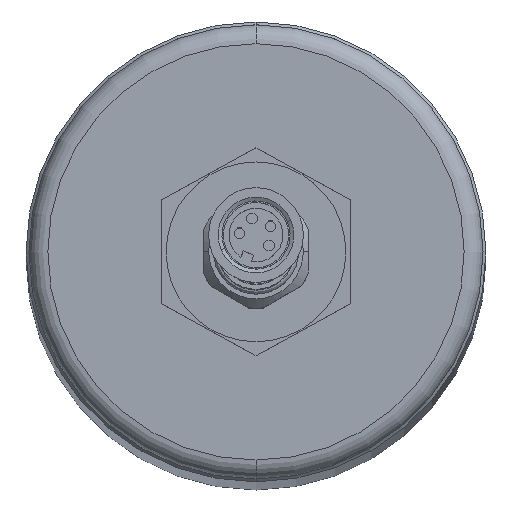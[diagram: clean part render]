
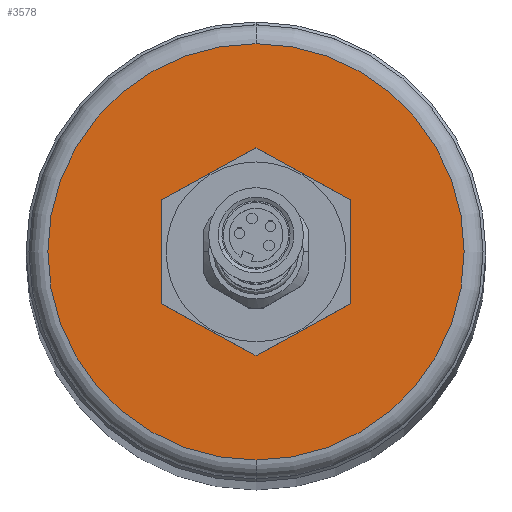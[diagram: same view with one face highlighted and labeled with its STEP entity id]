
A CAD part, top view. The second image highlights one B-rep face of the part: STEP entity #3578.
In plain terms, the highlighted planar face has unit normal (0, 0, 1).
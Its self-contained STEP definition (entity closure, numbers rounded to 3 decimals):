
#51 = ORIENTED_EDGE ( 'NONE', *, *, #5096, .T. ) ;
#166 = DIRECTION ( 'NONE',  ( 0., 0., 1. ) ) ;
#655 = AXIS2_PLACEMENT_3D ( 'NONE', #3194, #5578, #919 ) ;
#919 = DIRECTION ( 'NONE',  ( 0., 1., 0. ) ) ;
#1615 = CARTESIAN_POINT ( 'NONE',  ( 0., 0., 0. ) ) ;
#2128 = DIRECTION ( 'NONE',  ( 0., 0., 1. ) ) ;
#2215 = FACE_BOUND ( 'NONE', #5837, .T. ) ;
#2295 = DIRECTION ( 'NONE',  ( 0., 0., -1. ) ) ;
#2775 = AXIS2_PLACEMENT_3D ( 'NONE', #1615, #2128, #4002 ) ;
#2867 = CIRCLE ( 'NONE', #4610, 22. ) ;
#2899 = CIRCLE ( 'NONE', #7266, 9.5 ) ;
#3194 = CARTESIAN_POINT ( 'NONE',  ( 0., 0., 0. ) ) ;
#3299 = ORIENTED_EDGE ( 'NONE', *, *, #7511, .F. ) ;
#3578 = ADVANCED_FACE ( 'NONE', ( #7618, #2215 ), #7699, .F. ) ;
#3698 = EDGE_CURVE ( 'NONE', #6847, #5098, #2899, .T. ) ;
#3829 = CARTESIAN_POINT ( 'NONE',  ( 0., 22., 0. ) ) ;
#4002 = DIRECTION ( 'NONE',  ( 0., 1., 0. ) ) ;
#4155 = AXIS2_PLACEMENT_3D ( 'NONE', #5849, #2295, #6474 ) ;
#4344 = VERTEX_POINT ( 'NONE', #6286 ) ;
#4382 = ORIENTED_EDGE ( 'NONE', *, *, #6588, .T. ) ;
#4610 = AXIS2_PLACEMENT_3D ( 'NONE', #5526, #166, #6220 ) ;
#4714 = EDGE_LOOP ( 'NONE', ( #4382, #51 ) ) ;
#4865 = DIRECTION ( 'NONE',  ( 0., 0., 1. ) ) ;
#5096 = EDGE_CURVE ( 'NONE', #4344, #5580, #2867, .T. ) ;
#5098 = VERTEX_POINT ( 'NONE', #5178 ) ;
#5178 = CARTESIAN_POINT ( 'NONE',  ( 9.5, 0., 0. ) ) ;
#5526 = CARTESIAN_POINT ( 'NONE',  ( 0., 0., 0. ) ) ;
#5540 = CARTESIAN_POINT ( 'NONE',  ( 0., 0., 0. ) ) ;
#5578 = DIRECTION ( 'NONE',  ( 0., 0., 1. ) ) ;
#5580 = VERTEX_POINT ( 'NONE', #3829 ) ;
#5837 = EDGE_LOOP ( 'NONE', ( #6956, #3299 ) ) ;
#5849 = CARTESIAN_POINT ( 'NONE',  ( 0., 0., 0. ) ) ;
#6141 = CIRCLE ( 'NONE', #2775, 22. ) ;
#6220 = DIRECTION ( 'NONE',  ( 0., 1., 0. ) ) ;
#6286 = CARTESIAN_POINT ( 'NONE',  ( 0., -22., 0. ) ) ;
#6474 = DIRECTION ( 'NONE',  ( 0., 1., 0. ) ) ;
#6588 = EDGE_CURVE ( 'NONE', #5580, #4344, #6141, .T. ) ;
#6847 = VERTEX_POINT ( 'NONE', #6927 ) ;
#6927 = CARTESIAN_POINT ( 'NONE',  ( -9.5, 0., 0. ) ) ;
#6956 = ORIENTED_EDGE ( 'NONE', *, *, #3698, .F. ) ;
#7258 = DIRECTION ( 'NONE',  ( 0., 1., 0. ) ) ;
#7266 = AXIS2_PLACEMENT_3D ( 'NONE', #5540, #4865, #7258 ) ;
#7511 = EDGE_CURVE ( 'NONE', #5098, #6847, #7539, .T. ) ;
#7539 = CIRCLE ( 'NONE', #655, 9.5 ) ;
#7618 = FACE_OUTER_BOUND ( 'NONE', #4714, .T. ) ;
#7699 = PLANE ( 'NONE',  #4155 ) ;
